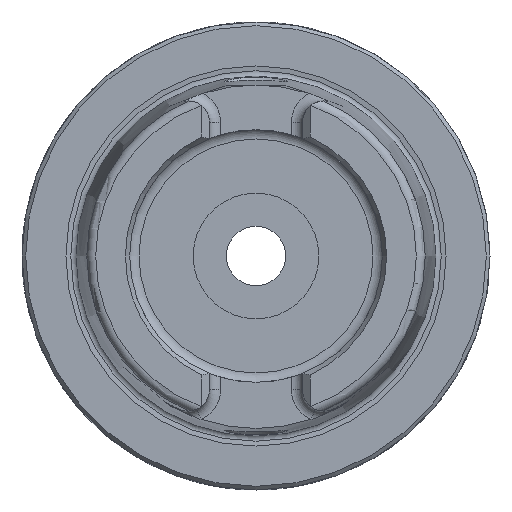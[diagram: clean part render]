
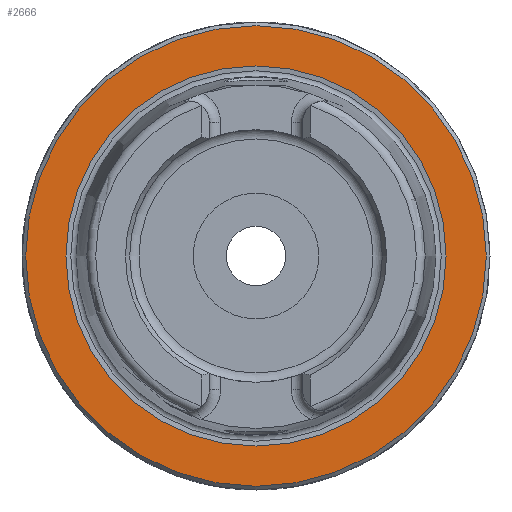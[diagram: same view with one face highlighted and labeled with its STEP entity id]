
A CAD part, left-side view. The second image highlights one B-rep face of the part: STEP entity #2666.
In plain terms, the highlighted planar face has unit normal (-1, 0, 0).
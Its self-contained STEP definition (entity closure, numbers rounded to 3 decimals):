
#140=FACE_BOUND('',#487,.T.);
#180=PLANE('',#3039);
#341=FACE_OUTER_BOUND('',#486,.T.);
#486=EDGE_LOOP('',(#2459,#2460));
#487=EDGE_LOOP('',(#2461,#2462));
#942=CIRCLE('',#3036,25.588);
#943=CIRCLE('',#3037,25.588);
#945=CIRCLE('',#3040,31.);
#946=CIRCLE('',#3041,31.);
#1241=VERTEX_POINT('',#5552);
#1242=VERTEX_POINT('',#5554);
#1243=VERTEX_POINT('',#5559);
#1244=VERTEX_POINT('',#5560);
#1653=EDGE_CURVE('',#1242,#1241,#942,.T.);
#1654=EDGE_CURVE('',#1241,#1242,#943,.T.);
#1656=EDGE_CURVE('',#1243,#1244,#945,.T.);
#1657=EDGE_CURVE('',#1244,#1243,#946,.T.);
#2459=ORIENTED_EDGE('',*,*,#1656,.F.);
#2460=ORIENTED_EDGE('',*,*,#1657,.F.);
#2461=ORIENTED_EDGE('',*,*,#1653,.T.);
#2462=ORIENTED_EDGE('',*,*,#1654,.T.);
#2666=ADVANCED_FACE('',(#341,#140),#180,.T.);
#3036=AXIS2_PLACEMENT_3D('',#5555,#3858,#3859);
#3037=AXIS2_PLACEMENT_3D('',#5556,#3860,#3861);
#3039=AXIS2_PLACEMENT_3D('',#5558,#3864,#3865);
#3040=AXIS2_PLACEMENT_3D('',#5561,#3866,#3867);
#3041=AXIS2_PLACEMENT_3D('',#5562,#3868,#3869);
#3858=DIRECTION('center_axis',(1.,0.,0.));
#3859=DIRECTION('ref_axis',(0.,0.,-1.));
#3860=DIRECTION('center_axis',(1.,0.,0.));
#3861=DIRECTION('ref_axis',(0.,0.,-1.));
#3864=DIRECTION('center_axis',(-1.,0.,0.));
#3865=DIRECTION('ref_axis',(0.,0.,1.));
#3866=DIRECTION('center_axis',(1.,0.,0.));
#3867=DIRECTION('ref_axis',(0.,0.,-1.));
#3868=DIRECTION('center_axis',(1.,0.,0.));
#3869=DIRECTION('ref_axis',(0.,0.,-1.));
#5552=CARTESIAN_POINT('',(0.,-25.588,0.));
#5554=CARTESIAN_POINT('',(0.,25.588,0.));
#5555=CARTESIAN_POINT('Origin',(0.,0.,0.));
#5556=CARTESIAN_POINT('Origin',(0.,0.,0.));
#5558=CARTESIAN_POINT('Origin',(0.,31.,0.));
#5559=CARTESIAN_POINT('',(0.,31.,0.));
#5560=CARTESIAN_POINT('',(0.,-31.,0.));
#5561=CARTESIAN_POINT('Origin',(0.,0.,0.));
#5562=CARTESIAN_POINT('Origin',(0.,0.,0.));
